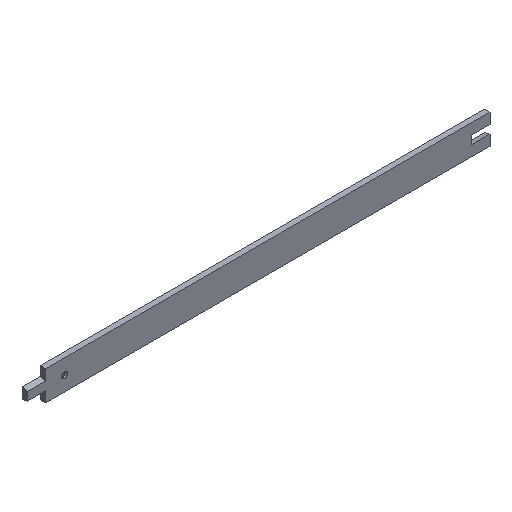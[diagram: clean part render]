
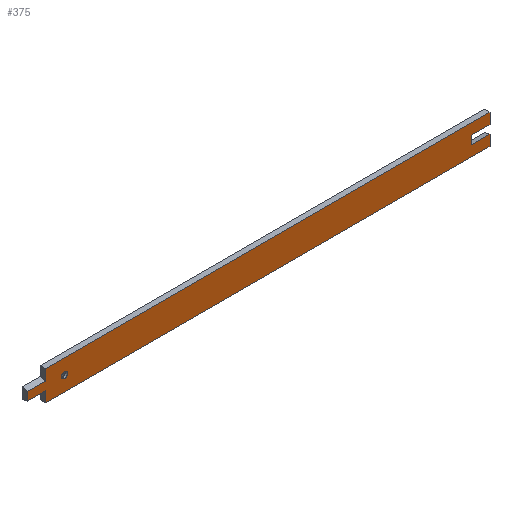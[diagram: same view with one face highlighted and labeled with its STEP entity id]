
A CAD part, isometric view. The second image highlights one B-rep face of the part: STEP entity #375.
In plain terms, the highlighted planar face has unit normal (0, -1, 0).
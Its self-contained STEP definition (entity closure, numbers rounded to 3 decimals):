
#4 = AXIS2_PLACEMENT_3D ( 'NONE', #217, #639, #171 ) ;
#8 = VERTEX_POINT ( 'NONE', #415 ) ;
#12 = VECTOR ( 'NONE', #286, 1000. ) ;
#18 = CARTESIAN_POINT ( 'NONE',  ( -500000., -6., -4272.984 ) ) ;
#31 = EDGE_CURVE ( 'NONE', #524, #641, #306, .T. ) ;
#53 = EDGE_CURVE ( 'NONE', #429, #367, #349, .T. ) ;
#58 = VECTOR ( 'NONE', #647, 1000. ) ;
#65 = LINE ( 'NONE', #18, #294 ) ;
#78 = ORIENTED_EDGE ( 'NONE', *, *, #53, .F. ) ;
#80 = DIRECTION ( 'NONE',  ( 0., 0., 1. ) ) ;
#88 = CIRCLE ( 'NONE', #137, 3.25 ) ;
#95 = LINE ( 'NONE', #351, #346 ) ;
#124 = VERTEX_POINT ( 'NONE', #151 ) ;
#125 = VERTEX_POINT ( 'NONE', #142 ) ;
#126 = LINE ( 'NONE', #547, #278 ) ;
#136 = CARTESIAN_POINT ( 'NONE',  ( -500000., -6., -4281.984 ) ) ;
#137 = AXIS2_PLACEMENT_3D ( 'NONE', #636, #379, #337 ) ;
#141 = CARTESIAN_POINT ( 'NONE',  ( 13285.54, -6., -4293.484 ) ) ;
#142 = CARTESIAN_POINT ( 'NONE',  ( 13285.54, -6., -4261.484 ) ) ;
#151 = CARTESIAN_POINT ( 'NONE',  ( 12805.04, -6., -4293.484 ) ) ;
#154 = DIRECTION ( 'NONE',  ( -1., 0., 0. ) ) ;
#167 = VERTEX_POINT ( 'NONE', #250 ) ;
#168 = CARTESIAN_POINT ( 'NONE',  ( 13265.54, -6., 0. ) ) ;
#170 = VECTOR ( 'NONE', #277, 1000. ) ;
#171 = DIRECTION ( 'NONE',  ( 0., 0., 1. ) ) ;
#172 = ORIENTED_EDGE ( 'NONE', *, *, #385, .F. ) ;
#186 = DIRECTION ( 'NONE',  ( -1., 0., 0. ) ) ;
#212 = EDGE_LOOP ( 'NONE', ( #628, #438 ) ) ;
#216 = ORIENTED_EDGE ( 'NONE', *, *, #403, .T. ) ;
#217 = CARTESIAN_POINT ( 'NONE',  ( 0., -6., 0. ) ) ;
#218 = ORIENTED_EDGE ( 'NONE', *, *, #314, .F. ) ;
#219 = CARTESIAN_POINT ( 'NONE',  ( 12818.011, -6., -4281.984 ) ) ;
#222 = VECTOR ( 'NONE', #670, 1000. ) ;
#223 = PLANE ( 'NONE',  #4 ) ;
#227 = FACE_BOUND ( 'NONE', #212, .T. ) ;
#229 = ORIENTED_EDGE ( 'NONE', *, *, #573, .T. ) ;
#233 = CARTESIAN_POINT ( 'NONE',  ( 12818.011, -6., -4272.984 ) ) ;
#240 = VERTEX_POINT ( 'NONE', #622 ) ;
#250 = CARTESIAN_POINT ( 'NONE',  ( 12805.04, -6., -4281.984 ) ) ;
#255 = DIRECTION ( 'NONE',  ( 0., 0., 1. ) ) ;
#264 = ORIENTED_EDGE ( 'NONE', *, *, #474, .F. ) ;
#268 = LINE ( 'NONE', #654, #317 ) ;
#276 = VERTEX_POINT ( 'NONE', #307 ) ;
#277 = DIRECTION ( 'NONE',  ( 0., 0., 1. ) ) ;
#278 = VECTOR ( 'NONE', #186, 1000. ) ;
#286 = DIRECTION ( 'NONE',  ( 0., 0., -1. ) ) ;
#288 = LINE ( 'NONE', #168, #170 ) ;
#293 = LINE ( 'NONE', #136, #365 ) ;
#294 = VECTOR ( 'NONE', #380, 1000. ) ;
#306 = CIRCLE ( 'NONE', #396, 3.25 ) ;
#307 = CARTESIAN_POINT ( 'NONE',  ( 13285.54, -6., -4272.984 ) ) ;
#312 = VECTOR ( 'NONE', #332, 1000. ) ;
#314 = EDGE_CURVE ( 'NONE', #124, #167, #268, .T. ) ;
#315 = DIRECTION ( 'NONE',  ( 0., 1., 0. ) ) ;
#317 = VECTOR ( 'NONE', #80, 1000. ) ;
#318 = EDGE_LOOP ( 'NONE', ( #340, #229, #490, #663, #582, #78, #216, #264, #491, #218, #443, #172 ) ) ;
#332 = DIRECTION ( 'NONE',  ( 0., 0., -1. ) ) ;
#336 = VERTEX_POINT ( 'NONE', #548 ) ;
#337 = DIRECTION ( 'NONE',  ( 0., 0., 1. ) ) ;
#340 = ORIENTED_EDGE ( 'NONE', *, *, #522, .F. ) ;
#341 = CARTESIAN_POINT ( 'NONE',  ( 12805.04, -6., -4272.984 ) ) ;
#343 = VERTEX_POINT ( 'NONE', #479 ) ;
#346 = VECTOR ( 'NONE', #348, 1000. ) ;
#348 = DIRECTION ( 'NONE',  ( 0., 0., 1. ) ) ;
#349 = LINE ( 'NONE', #568, #478 ) ;
#351 = CARTESIAN_POINT ( 'NONE',  ( 12785.54, -6., 0. ) ) ;
#352 = EDGE_CURVE ( 'NONE', #8, #276, #65, .T. ) ;
#365 = VECTOR ( 'NONE', #555, 1000. ) ;
#366 = CARTESIAN_POINT ( 'NONE',  ( 12825.54, -6., -4277.484 ) ) ;
#367 = VERTEX_POINT ( 'NONE', #534 ) ;
#373 = CARTESIAN_POINT ( 'NONE',  ( 13265.54, -6., -4281.984 ) ) ;
#375 = ADVANCED_FACE ( 'NONE', ( #386, #227 ), #223, .F. ) ;
#379 = DIRECTION ( 'NONE',  ( 0., 1., 0. ) ) ;
#380 = DIRECTION ( 'NONE',  ( 1., 0., 0. ) ) ;
#385 = EDGE_CURVE ( 'NONE', #343, #446, #431, .T. ) ;
#386 = FACE_OUTER_BOUND ( 'NONE', #318, .T. ) ;
#396 = AXIS2_PLACEMENT_3D ( 'NONE', #366, #315, #464 ) ;
#403 = EDGE_CURVE ( 'NONE', #429, #336, #493, .T. ) ;
#415 = CARTESIAN_POINT ( 'NONE',  ( 13265.54, -6., -4272.984 ) ) ;
#429 = VERTEX_POINT ( 'NONE', #341 ) ;
#431 = LINE ( 'NONE', #648, #12 ) ;
#434 = LINE ( 'NONE', #219, #58 ) ;
#438 = ORIENTED_EDGE ( 'NONE', *, *, #31, .T. ) ;
#443 = ORIENTED_EDGE ( 'NONE', *, *, #542, .F. ) ;
#446 = VERTEX_POINT ( 'NONE', #141 ) ;
#452 = EDGE_CURVE ( 'NONE', #367, #125, #506, .T. ) ;
#464 = DIRECTION ( 'NONE',  ( 0., 0., 1. ) ) ;
#472 = VECTOR ( 'NONE', #154, 1000. ) ;
#474 = EDGE_CURVE ( 'NONE', #240, #336, #95, .T. ) ;
#476 = LINE ( 'NONE', #492, #312 ) ;
#478 = VECTOR ( 'NONE', #255, 1000. ) ;
#479 = CARTESIAN_POINT ( 'NONE',  ( 13285.54, -6., -4281.984 ) ) ;
#490 = ORIENTED_EDGE ( 'NONE', *, *, #352, .T. ) ;
#491 = ORIENTED_EDGE ( 'NONE', *, *, #528, .F. ) ;
#492 = CARTESIAN_POINT ( 'NONE',  ( 13285.54, -6., 0. ) ) ;
#493 = LINE ( 'NONE', #233, #472 ) ;
#506 = LINE ( 'NONE', #610, #222 ) ;
#522 = EDGE_CURVE ( 'NONE', #587, #343, #293, .T. ) ;
#524 = VERTEX_POINT ( 'NONE', #657 ) ;
#528 = EDGE_CURVE ( 'NONE', #167, #240, #434, .T. ) ;
#534 = CARTESIAN_POINT ( 'NONE',  ( 12805.04, -6., -4261.484 ) ) ;
#542 = EDGE_CURVE ( 'NONE', #446, #124, #126, .T. ) ;
#547 = CARTESIAN_POINT ( 'NONE',  ( 0., -6., -4293.484 ) ) ;
#548 = CARTESIAN_POINT ( 'NONE',  ( 12785.54, -6., -4272.984 ) ) ;
#555 = DIRECTION ( 'NONE',  ( 1., 0., 0. ) ) ;
#568 = CARTESIAN_POINT ( 'NONE',  ( 12805.04, -6., 0. ) ) ;
#572 = EDGE_CURVE ( 'NONE', #641, #524, #88, .T. ) ;
#573 = EDGE_CURVE ( 'NONE', #587, #8, #288, .T. ) ;
#582 = ORIENTED_EDGE ( 'NONE', *, *, #452, .F. ) ;
#587 = VERTEX_POINT ( 'NONE', #373 ) ;
#597 = EDGE_CURVE ( 'NONE', #125, #276, #476, .T. ) ;
#610 = CARTESIAN_POINT ( 'NONE',  ( 0., -6., -4261.484 ) ) ;
#622 = CARTESIAN_POINT ( 'NONE',  ( 12785.54, -6., -4281.984 ) ) ;
#628 = ORIENTED_EDGE ( 'NONE', *, *, #572, .T. ) ;
#636 = CARTESIAN_POINT ( 'NONE',  ( 12825.54, -6., -4277.484 ) ) ;
#639 = DIRECTION ( 'NONE',  ( 0., 1., 0. ) ) ;
#641 = VERTEX_POINT ( 'NONE', #652 ) ;
#647 = DIRECTION ( 'NONE',  ( -1., 0., 0. ) ) ;
#648 = CARTESIAN_POINT ( 'NONE',  ( 13285.54, -6., 0. ) ) ;
#652 = CARTESIAN_POINT ( 'NONE',  ( 12825.54, -6., -4274.234 ) ) ;
#654 = CARTESIAN_POINT ( 'NONE',  ( 12805.04, -6., 0. ) ) ;
#657 = CARTESIAN_POINT ( 'NONE',  ( 12825.54, -6., -4280.734 ) ) ;
#663 = ORIENTED_EDGE ( 'NONE', *, *, #597, .F. ) ;
#670 = DIRECTION ( 'NONE',  ( 1., 0., 0. ) ) ;
